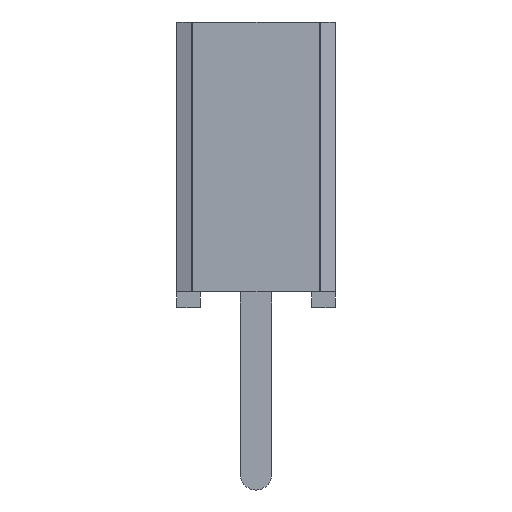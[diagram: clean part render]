
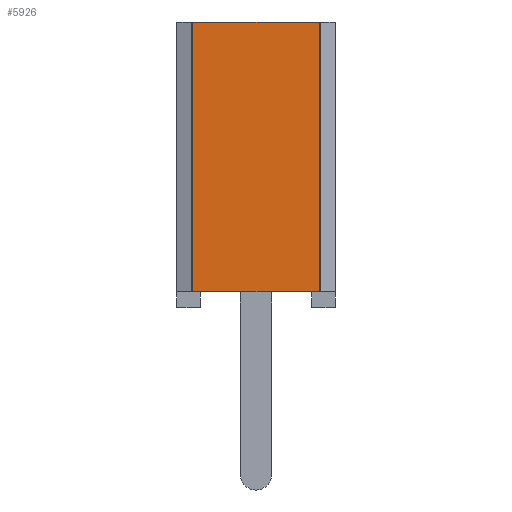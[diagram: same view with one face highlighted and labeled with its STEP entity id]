
A CAD part, left-side view. The second image highlights one B-rep face of the part: STEP entity #5926.
In plain terms, the highlighted planar face has unit normal (-1, 0, 0).
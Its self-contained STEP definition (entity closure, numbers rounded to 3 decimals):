
#5926 = ADVANCED_FACE('',(#5927),#5961,.F.);
#5927 = FACE_BOUND('',#5928,.T.);
#5928 = EDGE_LOOP('',(#5929,#5939,#5947,#5955));
#5929 = ORIENTED_EDGE('',*,*,#5930,.T.);
#5930 = EDGE_CURVE('',#5931,#5933,#5935,.T.);
#5931 = VERTEX_POINT('',#5932);
#5932 = CARTESIAN_POINT('',(-16.624,1.026,4.572));
#5933 = VERTEX_POINT('',#5934);
#5934 = CARTESIAN_POINT('',(-16.624,1.026,0.254));
#5935 = LINE('',#5936,#5937);
#5936 = CARTESIAN_POINT('',(-16.624,1.026,4.572));
#5937 = VECTOR('',#5938,1.);
#5938 = DIRECTION('',(0.,0.,-1.));
#5939 = ORIENTED_EDGE('',*,*,#5940,.T.);
#5940 = EDGE_CURVE('',#5933,#5941,#5943,.T.);
#5941 = VERTEX_POINT('',#5942);
#5942 = CARTESIAN_POINT('',(-16.624,-1.026,0.254));
#5943 = LINE('',#5944,#5945);
#5944 = CARTESIAN_POINT('',(-16.624,0.889,0.254));
#5945 = VECTOR('',#5946,1.);
#5946 = DIRECTION('',(0.,-1.,0.));
#5947 = ORIENTED_EDGE('',*,*,#5948,.T.);
#5948 = EDGE_CURVE('',#5941,#5949,#5951,.T.);
#5949 = VERTEX_POINT('',#5950);
#5950 = CARTESIAN_POINT('',(-16.624,-1.026,4.572));
#5951 = LINE('',#5952,#5953);
#5952 = CARTESIAN_POINT('',(-16.624,-1.026,4.572));
#5953 = VECTOR('',#5954,1.);
#5954 = DIRECTION('',(0.,0.,1.));
#5955 = ORIENTED_EDGE('',*,*,#5956,.F.);
#5956 = EDGE_CURVE('',#5931,#5949,#5957,.T.);
#5957 = LINE('',#5958,#5959);
#5958 = CARTESIAN_POINT('',(-16.624,1.27,4.572));
#5959 = VECTOR('',#5960,1.);
#5960 = DIRECTION('',(0.,-1.,0.));
#5961 = PLANE('',#5962);
#5962 = AXIS2_PLACEMENT_3D('',#5963,#5964,#5965);
#5963 = CARTESIAN_POINT('',(-16.624,1.27,4.572));
#5964 = DIRECTION('',(1.,0.,0.));
#5965 = DIRECTION('',(0.,1.,0.));
